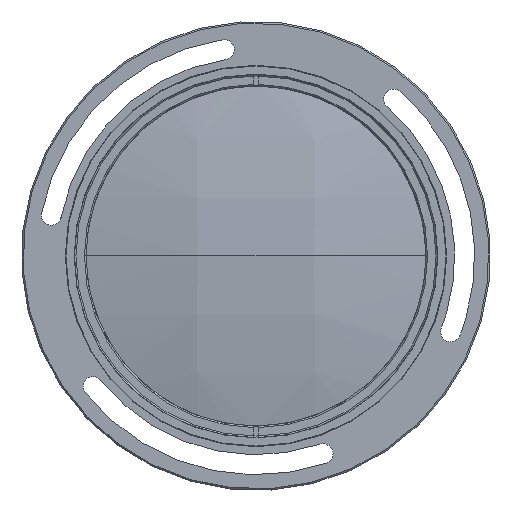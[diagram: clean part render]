
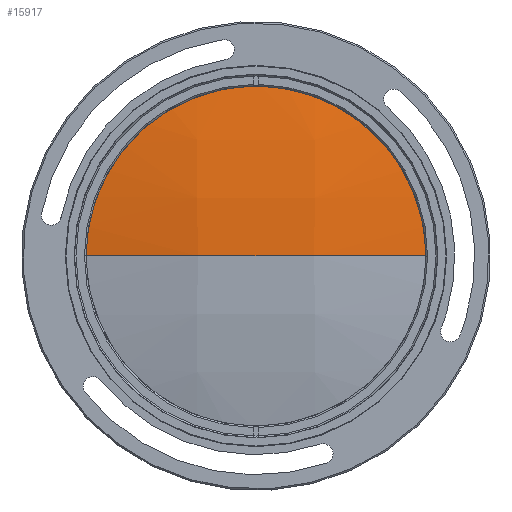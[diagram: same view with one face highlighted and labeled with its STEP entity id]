
A CAD part, left-side view. The second image highlights one B-rep face of the part: STEP entity #15917.
In plain terms, the highlighted free-form (B-spline) face has degree [3, 3] with [4, 4] control points.
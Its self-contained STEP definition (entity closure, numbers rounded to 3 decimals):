
#128 = VERTEX_POINT ( 'NONE', #18212 ) ;
#628 = CARTESIAN_POINT ( 'NONE',  ( 15.065, 58.179, 56.455 ) ) ;
#691 = DIRECTION ( 'NONE',  ( -1., 0., 0. ) ) ;
#718 = CARTESIAN_POINT ( 'NONE',  ( 2.451, -19.708, 39.143 ) ) ;
#882 = AXIS2_PLACEMENT_3D ( 'NONE', #4932, #10592, #3544 ) ;
#1725 =( BOUNDED_SURFACE ( )  B_SPLINE_SURFACE ( 3, 3, ( 
 ( #3484, #6270, #3400, #628 ),
 ( #9106, #14636, #2179, #9181 ),
 ( #14727, #7776, #718, #11985 ),
 ( #17637, #11056, #3838, #8148 ) ),
 .UNSPECIFIED., .F., .F., .F. ) 
 B_SPLINE_SURFACE_WITH_KNOTS ( ( 4, 4 ),
 ( 4, 4 ),
 ( 0., 1. ),
 ( 0., 1. ),
 .UNSPECIFIED. ) 
 GEOMETRIC_REPRESENTATION_ITEM ( )  RATIONAL_B_SPLINE_SURFACE ( (
 ( 1., 0.996, 0.996, 1.),
 ( 0.984, 0.98, 0.98, 0.984),
 ( 0.984, 0.98, 0.98, 0.984),
 ( 1., 0.996, 0.996, 1.) ) ) 
 REPRESENTATION_ITEM ( '' )  SURFACE ( )  );
#2179 = CARTESIAN_POINT ( 'NONE',  ( 2.451, 19.708, 39.143 ) ) ;
#2492 = EDGE_CURVE ( 'NONE', #2927, #17549, #8914, .T. ) ;
#2696 = EDGE_CURVE ( 'NONE', #17549, #128, #6516, .T. ) ;
#2902 = AXIS2_PLACEMENT_3D ( 'NONE', #7162, #7252, #10106 ) ;
#2927 = VERTEX_POINT ( 'NONE', #3872 ) ;
#3400 = CARTESIAN_POINT ( 'NONE',  ( 10.956, 58.179, 37.899 ) ) ;
#3484 = CARTESIAN_POINT ( 'NONE',  ( 8.889, 58.179, 0. ) ) ;
#3544 = DIRECTION ( 'NONE',  ( 0., 0., -1. ) ) ;
#3659 = FACE_OUTER_BOUND ( 'NONE', #11225, .T. ) ;
#3838 = CARTESIAN_POINT ( 'NONE',  ( 10.956, -58.179, 37.899 ) ) ;
#3872 = CARTESIAN_POINT ( 'NONE',  ( 8.738, 0., 57.5 ) ) ;
#4932 = CARTESIAN_POINT ( 'NONE',  ( 8.738, 0., 0. ) ) ;
#6270 = CARTESIAN_POINT ( 'NONE',  ( 8.889, 58.179, 19.006 ) ) ;
#6516 = CIRCLE ( 'NONE', #2902, 267.492 ) ;
#7162 = CARTESIAN_POINT ( 'NONE',  ( 269.977, 0., 0. ) ) ;
#7252 = DIRECTION ( 'NONE',  ( 0., 0., 1. ) ) ;
#7776 = CARTESIAN_POINT ( 'NONE',  ( 0.316, -19.708, 19.63 ) ) ;
#8148 = CARTESIAN_POINT ( 'NONE',  ( 15.065, -58.179, 56.455 ) ) ;
#8914 = CIRCLE ( 'NONE', #882, 57.5 ) ;
#9106 = CARTESIAN_POINT ( 'NONE',  ( 0.316, 19.708, 0. ) ) ;
#9181 = CARTESIAN_POINT ( 'NONE',  ( 6.695, 19.708, 58.309 ) ) ;
#9876 = CIRCLE ( 'NONE', #15422, 57.5 ) ;
#10106 = DIRECTION ( 'NONE',  ( 0., 1., 0. ) ) ;
#10592 = DIRECTION ( 'NONE',  ( -1., 0., 0. ) ) ;
#11056 = CARTESIAN_POINT ( 'NONE',  ( 8.889, -58.179, 19.006 ) ) ;
#11225 = EDGE_LOOP ( 'NONE', ( #13445, #17942, #16393 ) ) ;
#11985 = CARTESIAN_POINT ( 'NONE',  ( 6.695, -19.708, 58.309 ) ) ;
#12092 = CARTESIAN_POINT ( 'NONE',  ( 8.738, 57.5, 0. ) ) ;
#13425 = DIRECTION ( 'NONE',  ( 0., 0., -1. ) ) ;
#13445 = ORIENTED_EDGE ( 'NONE', *, *, #2492, .T. ) ;
#14636 = CARTESIAN_POINT ( 'NONE',  ( 0.316, 19.708, 19.63 ) ) ;
#14727 = CARTESIAN_POINT ( 'NONE',  ( 0.316, -19.708, 0. ) ) ;
#15313 = EDGE_CURVE ( 'NONE', #128, #2927, #9876, .T. ) ;
#15422 = AXIS2_PLACEMENT_3D ( 'NONE', #16467, #691, #13425 ) ;
#15917 = ADVANCED_FACE ( 'NONE', ( #3659 ), #1725, .T. ) ;
#16393 = ORIENTED_EDGE ( 'NONE', *, *, #15313, .T. ) ;
#16467 = CARTESIAN_POINT ( 'NONE',  ( 8.738, 0., 0. ) ) ;
#17549 = VERTEX_POINT ( 'NONE', #12092 ) ;
#17637 = CARTESIAN_POINT ( 'NONE',  ( 8.889, -58.179, 0. ) ) ;
#17942 = ORIENTED_EDGE ( 'NONE', *, *, #2696, .T. ) ;
#18212 = CARTESIAN_POINT ( 'NONE',  ( 8.738, -57.5, 0. ) ) ;
